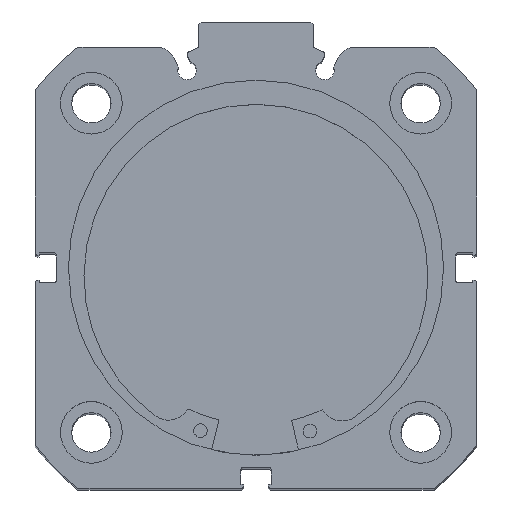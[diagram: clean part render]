
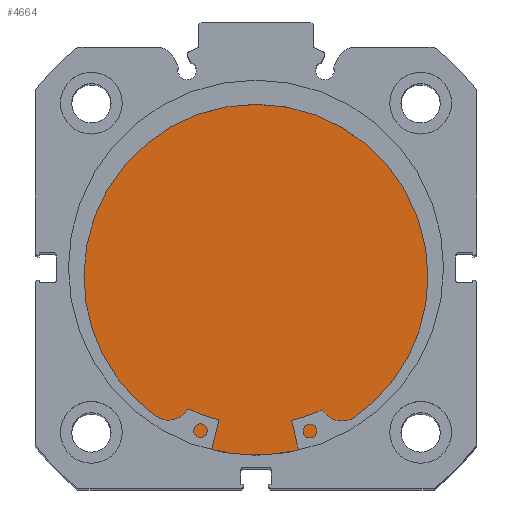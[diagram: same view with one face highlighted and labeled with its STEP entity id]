
A CAD part, top view. The second image highlights one B-rep face of the part: STEP entity #4664.
In plain terms, the highlighted face is planar.
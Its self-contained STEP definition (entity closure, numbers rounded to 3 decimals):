
#673 = EDGE_LOOP ( 'NONE', ( #834, #835 ) ) ;
#834 = ORIENTED_EDGE ( 'NONE', *, *, #3258, .F. ) ;
#835 = ORIENTED_EDGE ( 'NONE', *, *, #3276, .F. ) ;
#2182 = CARTESIAN_POINT ( 'NONE',  ( 12., 0., 0. ) ) ;
#2183 = DIRECTION ( 'NONE',  ( -1., 0., 0. ) ) ;
#2184 = DIRECTION ( 'NONE',  ( 0., 0., 1. ) ) ;
#2229 = CARTESIAN_POINT ( 'NONE',  ( 12., 0., 0. ) ) ;
#2231 = DIRECTION ( 'NONE',  ( -1., 0., 0. ) ) ;
#2232 = DIRECTION ( 'NONE',  ( 0., 0., 1. ) ) ;
#2462 = CARTESIAN_POINT ( 'NONE',  ( 12., 0., 41. ) ) ;
#3258 = EDGE_CURVE ( 'NONE', #4393, #6924, #4891, .T. ) ;
#3276 = EDGE_CURVE ( 'NONE', #6924, #4393, #4918, .T. ) ;
#3539 = AXIS2_PLACEMENT_3D ( 'NONE', #2182, #2183, #2184 ) ;
#3561 = AXIS2_PLACEMENT_3D ( 'NONE', #2229, #2231, #2232 ) ;
#4393 = VERTEX_POINT ( 'NONE', #2462 ) ;
#4664 = ADVANCED_FACE ( 'NONE', ( #5319 ), #5930, .F. ) ;
#4891 = CIRCLE ( 'NONE', #3539, 41. ) ;
#4918 = CIRCLE ( 'NONE', #3561, 41. ) ;
#5319 = FACE_OUTER_BOUND ( 'NONE', #673, .T. ) ;
#5930 = PLANE ( 'NONE',  #6574 ) ;
#5933 = CARTESIAN_POINT ( 'NONE',  ( 12., 41., 0. ) ) ;
#5938 = DIRECTION ( 'NONE',  ( -1., 0., 0. ) ) ;
#5939 = DIRECTION ( 'NONE',  ( 0., 0., 1. ) ) ;
#6394 = CARTESIAN_POINT ( 'NONE',  ( 12., 0., -41. ) ) ;
#6574 = AXIS2_PLACEMENT_3D ( 'NONE', #5933, #5938, #5939 ) ;
#6924 = VERTEX_POINT ( 'NONE', #6394 ) ;
